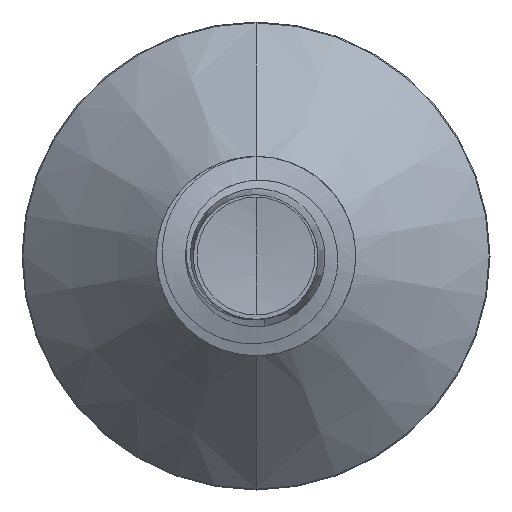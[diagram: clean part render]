
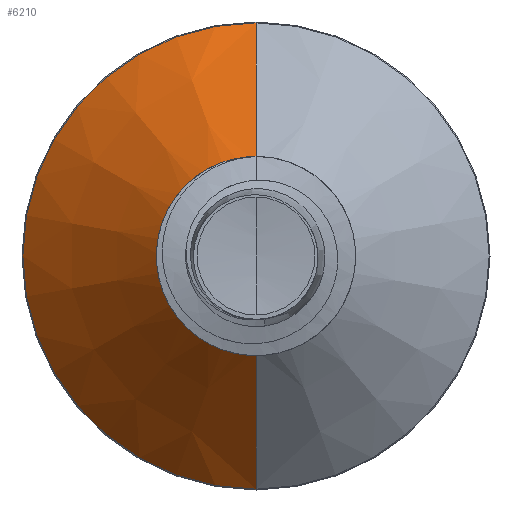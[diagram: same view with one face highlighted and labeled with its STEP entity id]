
A CAD part, front view. The second image highlights one B-rep face of the part: STEP entity #6210.
In plain terms, the highlighted conical face has half-angle 45 degrees and reference radius 0.476 mm.
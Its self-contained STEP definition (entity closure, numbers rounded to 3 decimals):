
#104 = CONICAL_SURFACE ( 'NONE', #5294, 0.476, 0.785 ) ;
#190 = CARTESIAN_POINT ( 'NONE',  ( 0., 1.351, 0.476 ) ) ;
#344 = CARTESIAN_POINT ( 'NONE',  ( 0., 2.046, 0. ) ) ;
#758 = VERTEX_POINT ( 'NONE', #12347 ) ;
#764 = CIRCLE ( 'NONE', #3976, 1.171 ) ;
#931 = AXIS2_PLACEMENT_3D ( 'NONE', #8630, #2530, #9562 ) ;
#1254 = DIRECTION ( 'NONE',  ( 0., 0.707, 0.707 ) ) ;
#1397 = DIRECTION ( 'NONE',  ( 0., 0., 1. ) ) ;
#1574 = CIRCLE ( 'NONE', #931, 0.476 ) ;
#2530 = DIRECTION ( 'NONE',  ( 0., 1., 0. ) ) ;
#3236 = DIRECTION ( 'NONE',  ( 0., 0., 1. ) ) ;
#3352 = CARTESIAN_POINT ( 'NONE',  ( 0., 1.351, 0. ) ) ;
#3480 = FACE_OUTER_BOUND ( 'NONE', #4837, .T. ) ;
#3693 = CARTESIAN_POINT ( 'NONE',  ( 0., 1.351, -0.476 ) ) ;
#3862 = VERTEX_POINT ( 'NONE', #3693 ) ;
#3976 = AXIS2_PLACEMENT_3D ( 'NONE', #344, #7532, #1397 ) ;
#4301 = DIRECTION ( 'NONE',  ( 0., 1., 0. ) ) ;
#4837 = EDGE_LOOP ( 'NONE', ( #5402, #12402, #7702, #7441 ) ) ;
#5294 = AXIS2_PLACEMENT_3D ( 'NONE', #3352, #4301, #3236 ) ;
#5402 = ORIENTED_EDGE ( 'NONE', *, *, #9629, .F. ) ;
#5794 = VECTOR ( 'NONE', #1254, 1000. ) ;
#5873 = VERTEX_POINT ( 'NONE', #10174 ) ;
#5904 = VERTEX_POINT ( 'NONE', #9297 ) ;
#6210 = ADVANCED_FACE ( 'NONE', ( #3480 ), #104, .T. ) ;
#7441 = ORIENTED_EDGE ( 'NONE', *, *, #11316, .F. ) ;
#7532 = DIRECTION ( 'NONE',  ( 0., 1., 0. ) ) ;
#7596 = DIRECTION ( 'NONE',  ( 0., 0.707, -0.707 ) ) ;
#7702 = ORIENTED_EDGE ( 'NONE', *, *, #9896, .T. ) ;
#8630 = CARTESIAN_POINT ( 'NONE',  ( 0., 1.351, 0. ) ) ;
#8718 = LINE ( 'NONE', #190, #5794 ) ;
#9290 = VECTOR ( 'NONE', #7596, 1000. ) ;
#9297 = CARTESIAN_POINT ( 'NONE',  ( 0., 2.046, 1.171 ) ) ;
#9562 = DIRECTION ( 'NONE',  ( 0., 0., 1. ) ) ;
#9629 = EDGE_CURVE ( 'NONE', #3862, #5873, #12114, .T. ) ;
#9682 = EDGE_CURVE ( 'NONE', #3862, #758, #1574, .T. ) ;
#9896 = EDGE_CURVE ( 'NONE', #758, #5904, #8718, .T. ) ;
#10174 = CARTESIAN_POINT ( 'NONE',  ( 0., 2.046, -1.171 ) ) ;
#10464 = CARTESIAN_POINT ( 'NONE',  ( 0., 1.351, -0.476 ) ) ;
#11316 = EDGE_CURVE ( 'NONE', #5873, #5904, #764, .T. ) ;
#12114 = LINE ( 'NONE', #10464, #9290 ) ;
#12347 = CARTESIAN_POINT ( 'NONE',  ( 0., 1.351, 0.476 ) ) ;
#12402 = ORIENTED_EDGE ( 'NONE', *, *, #9682, .T. ) ;
